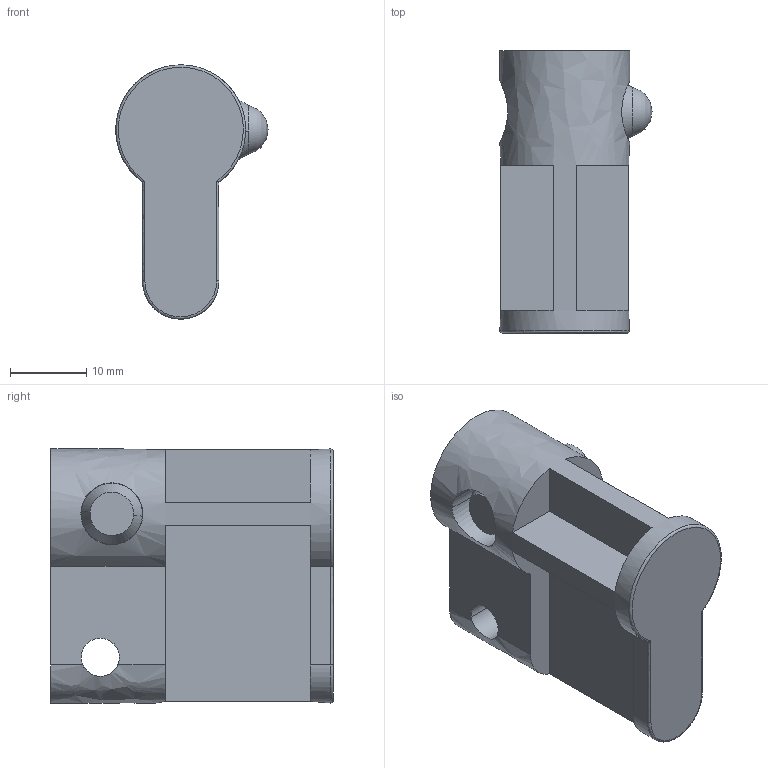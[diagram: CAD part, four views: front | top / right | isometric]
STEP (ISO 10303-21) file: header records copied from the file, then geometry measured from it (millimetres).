
FILE_DESCRIPTION((''),'2;1');
FILE_NAME('','2006-10-31T07:56:53',(''),(''),'','CADfix','');
FILE_SCHEMA(('AUTOMOTIVE_DESIGN'));
Length unit declared in the file: millimetre
Products named in the file (1): lock
Bounding box: 19.95 x 37 x 33.3 mm (x, y, z)
Volume: 9343.8 mm3; surface area: 5486.8 mm2
Topology: 1 solids, 1 shells, 46 faces, 135 edges, 95 vertices
Faces by surface type: bspline 46
Entity records: 2018 total; most frequent: CARTESIAN_POINT 1247, ORIENTED_EDGE 270, EDGE_CURVE 135, VERTEX_POINT 95, QUASI_UNIFORM_CURVE 62, EDGE_LOOP 52, FACE_OUTER_BOUND 46, ADVANCED_FACE 46
